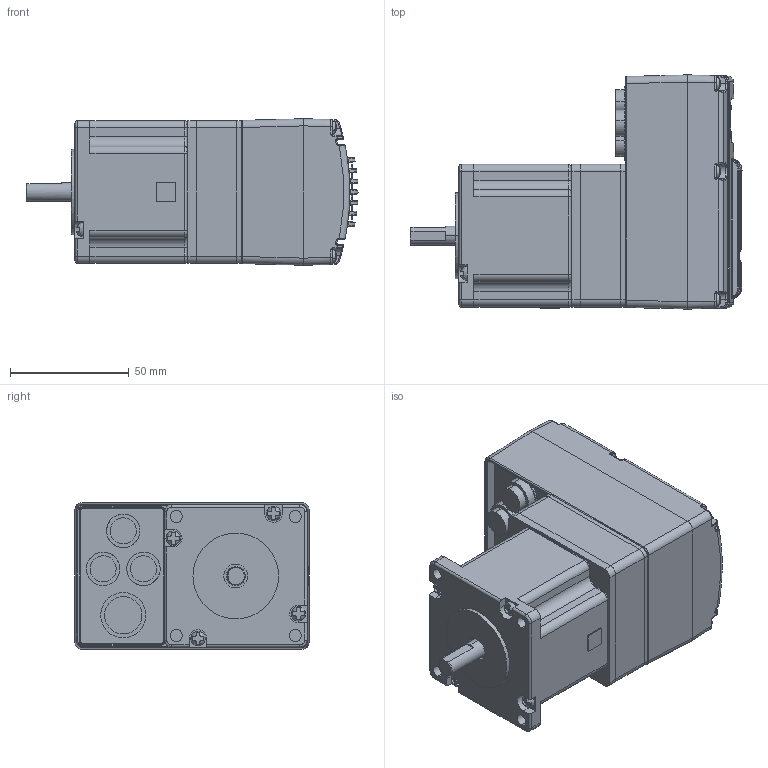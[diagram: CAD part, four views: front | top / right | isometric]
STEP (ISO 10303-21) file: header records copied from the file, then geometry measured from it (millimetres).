
FILE_DESCRIPTION (( 'STEP AP203' ), '1' );
FILE_NAME ('P16-MO-060-01-R00.STEP', '2015-04-30T08:34:45', ( '' ), ( '' ), 'SwSTEP 2.0', 'SolidWorks 2013', '' );
FILE_SCHEMA (( 'CONFIG_CONTROL_DESIGN' ));
Length unit declared in the file: millimetre
Products named in the file (16): ALL60 鐘喀攪-2; M16-EC-060-01-R00; M16-EC-060-07-R00; M16-EC-060-02-R00; M16-EC-060-09-R00; M16-EC-060-03-R00; M16-EC-060-10-R00; M16-EC-060-04-R00; M16-EC-060-05-R00; round cross head screw_ks_KS 1023 RC - M3 x 10-N; M16-MO-060-01-R00(EzM-60S-ALL-01); M16-EC-060-08-R00; M15-EC-042-05-R00; P16-MO-060-01-R00; M16-EC-060-06-R00; ALL60 鐘喀攪-1
Assembly tree (22 placements, depth 2):
  P16-MO-060-01-R00
    M16-EC-060-05-R00
    M16-EC-060-08-R00
    M16-EC-060-07-R00
    M16-EC-060-09-R00
    M16-EC-060-10-R00
    round cross head screw_ks_KS 1023 RC - M3 x 10-N  x6
    M15-EC-042-05-R00
    M16-EC-060-06-R00
    ALL60 鐘喀攪-1  x3
    ALL60 鐘喀攪-2
    M16-EC-060-01-R00
    M16-EC-060-02-R00
    M16-EC-060-03-R00
    M16-EC-060-04-R00
    M16-MO-060-01-R00(EzM-60S-ALL-01)
Bounding box: 139.6 x 98.4 x 61.6 mm (x, y, z)
Volume: 282853.8 mm3; surface area: 115959.8 mm2
Topology: 22 solids, 22 shells, 2424 faces, 6005 edges, 3640 vertices
Faces by surface type: cylinder 847, bspline 689, plane 624, cone 228, torus 24, sphere 12
Entity records: 104477 total; most frequent: CARTESIAN_POINT 54834, ORIENTED_EDGE 10886, DIRECTION 8430, EDGE_CURVE 5443, VERTEX_POINT 3355, AXIS2_PLACEMENT_3D 3187, EDGE_LOOP 2466, ADVANCED_FACE 2232
